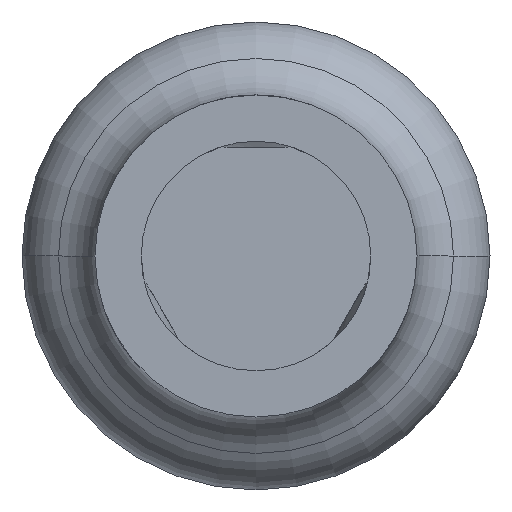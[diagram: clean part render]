
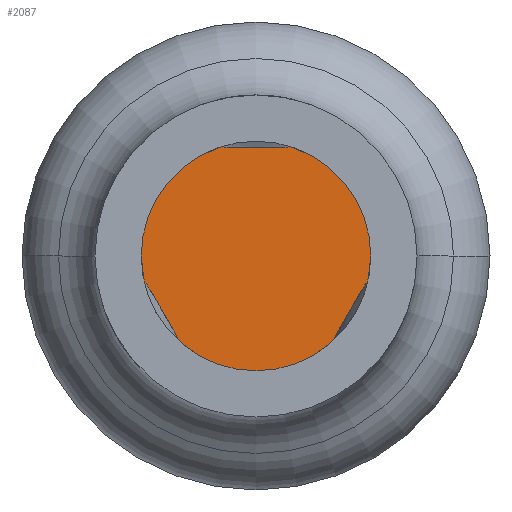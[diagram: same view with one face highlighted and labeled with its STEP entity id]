
A CAD part, front view. The second image highlights one B-rep face of the part: STEP entity #2087.
In plain terms, the highlighted planar face has unit normal (0, -1, 0).
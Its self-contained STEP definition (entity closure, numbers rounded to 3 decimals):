
#154 = CIRCLE ( 'NONE', #1844, 0.513 ) ;
#199 = PLANE ( 'NONE',  #5277 ) ;
#441 = CARTESIAN_POINT ( 'NONE',  ( 0., -24.7, 0. ) ) ;
#896 = EDGE_CURVE ( 'Defeature ausgef�hrt1_0+Defeature ausgef�hrt1_42+Defeature ausgef�hrt1_42+Defeature ausgef�hrt1_42', #4608, #2329, #3710, .T. ) ;
#1003 = FACE_OUTER_BOUND ( 'NONE', #5057, .T. ) ;
#1292 = DIRECTION ( 'NONE',  ( 1., 0., 0. ) ) ;
#1417 = EDGE_CURVE ( 'Defeature ausgef�hrt1_0+Defeature ausgef�hrt1_42+Defeature ausgef�hrt1_42+Defeature ausgef�hrt1_42', #2329, #4608, #154, .T. ) ;
#1630 = CARTESIAN_POINT ( 'NONE',  ( 0.513, -24.7, 0. ) ) ;
#1708 = ORIENTED_EDGE ( 'NONE', *, *, #1417, .F. ) ;
#1844 = AXIS2_PLACEMENT_3D ( 'NONE', #4786, #5763, #1292 ) ;
#2087 = ADVANCED_FACE ( 'Defeature ausgef�hrt1_42', ( #1003 ), #199, .F. ) ;
#2183 = CARTESIAN_POINT ( 'NONE',  ( 0., -24.7, 0. ) ) ;
#2329 = VERTEX_POINT ( 'NONE', #5254 ) ;
#2430 = AXIS2_PLACEMENT_3D ( 'NONE', #441, #3916, #4350 ) ;
#2701 = DIRECTION ( 'NONE',  ( 0., 1., 0. ) ) ;
#3710 = CIRCLE ( 'NONE', #2430, 0.513 ) ;
#3916 = DIRECTION ( 'NONE',  ( 0., 1., 0. ) ) ;
#4128 = ORIENTED_EDGE ( 'NONE', *, *, #896, .F. ) ;
#4350 = DIRECTION ( 'NONE',  ( 1., 0., 0. ) ) ;
#4608 = VERTEX_POINT ( 'NONE', #1630 ) ;
#4786 = CARTESIAN_POINT ( 'NONE',  ( 0., -24.7, 0. ) ) ;
#5057 = EDGE_LOOP ( 'NONE', ( #1708, #4128 ) ) ;
#5185 = DIRECTION ( 'NONE',  ( -1., 0., 0. ) ) ;
#5254 = CARTESIAN_POINT ( 'NONE',  ( -0.513, -24.7, 0. ) ) ;
#5277 = AXIS2_PLACEMENT_3D ( 'NONE', #2183, #2701, #5185 ) ;
#5763 = DIRECTION ( 'NONE',  ( 0., 1., 0. ) ) ;
